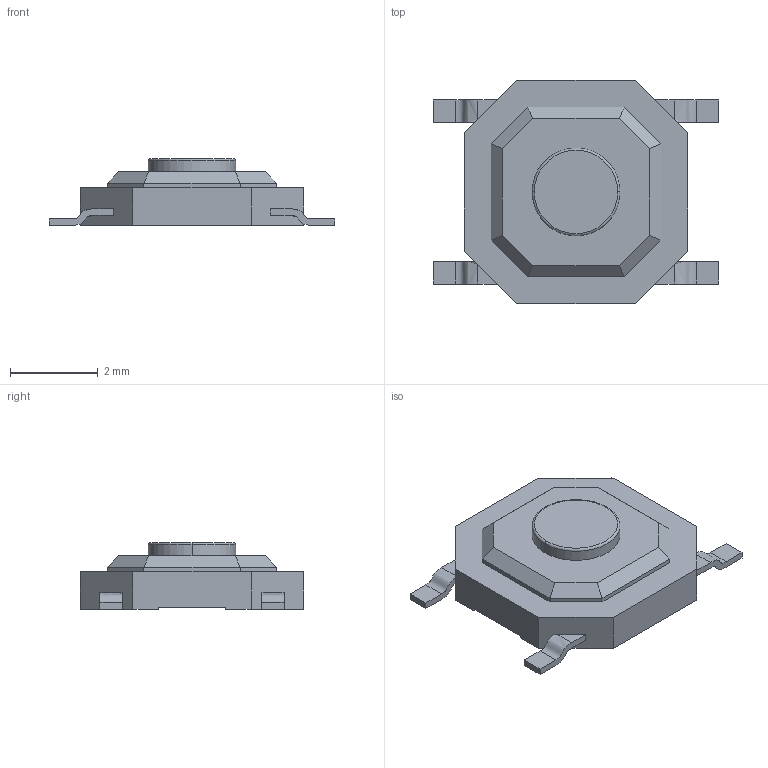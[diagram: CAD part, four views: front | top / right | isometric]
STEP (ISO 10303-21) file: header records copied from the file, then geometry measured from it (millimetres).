
FILE_DESCRIPTION (( 'STEP AP214' ), '1' );
FILE_NAME ('Tactile_SMD_5x5mm.STEP', '2015-02-09T19:35:02', ( '' ), ( '' ), 'SwSTEP 2.0', 'SolidWorks 2012', '' );
FILE_SCHEMA (( 'AUTOMOTIVE_DESIGN' ));
Length unit declared in the file: inch
Products named in the file (1): Tactile_SMD_5x5mm
Bounding box: 6.5 x 5.08 x 1.52 mm (x, y, z)
Volume: 25.2 mm3; surface area: 72.5 mm2
Topology: 1 solids, 1 shells, 72 faces, 182 edges, 118 vertices
Faces by surface type: plane 60, bspline 8, torus 2, cylinder 2
Entity records: 2520 total; most frequent: CARTESIAN_POINT 629, ORIENTED_EDGE 364, DIRECTION 296, EDGE_CURVE 182, LINE 150, VECTOR 150, VERTEX_POINT 118, EDGE_LOOP 78
